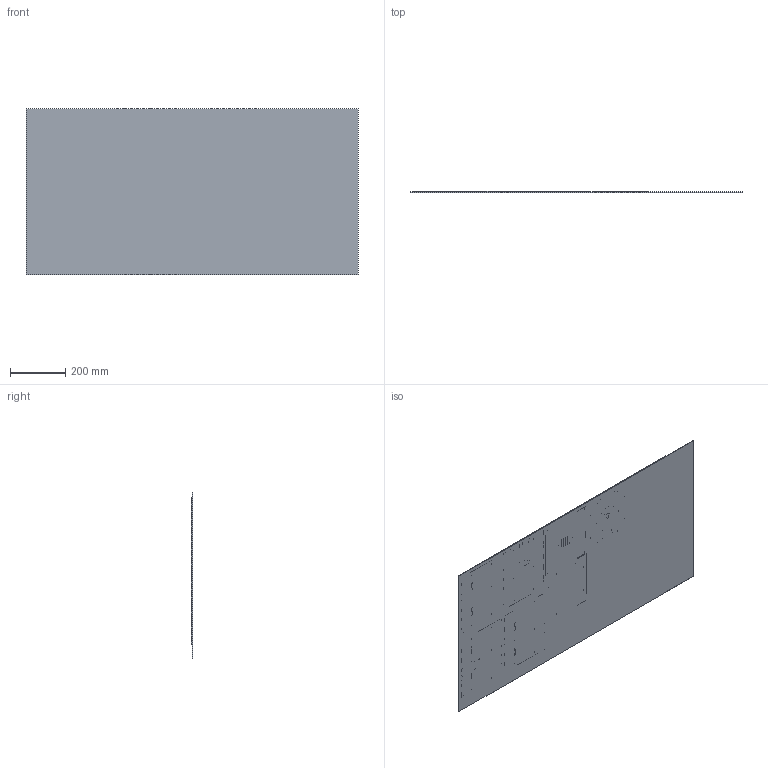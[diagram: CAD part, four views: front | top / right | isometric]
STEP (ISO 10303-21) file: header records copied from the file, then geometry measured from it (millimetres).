
FILE_DESCRIPTION(/* description */ (''),/* implementation_level */ '2;1');
FILE_NAME(/* name */ 'Cortemadera.stp',/* time_stamp */ '2024-07-25T16:14:42+02:00',/* author */ ('sergi'),/* organization */ (''),/* preprocessor_version */ 'ST-DEVELOPER v19.2',/* originating_system */ 'Autodesk Inventor 2024',/* authorisation */ '');
FILE_SCHEMA (('AUTOMOTIVE_DESIGN { 1 0 10303 214 3 1 1 }'));
Length unit declared in the file: millimetre
Products named in the file (9): Cortemadera; TableroMadera; Envolvente_Pared_Derecha; Envolvente_Pared_Trasera; Envolvente_Pared_1; Envolvente_Pared_2; Tapa_Inferior; Tapadera; Soporte_Dosificador
Assembly tree (8 placements, depth 2):
  Cortemadera
    TableroMadera
    Envolvente_Pared_Derecha
    Envolvente_Pared_Trasera
    Envolvente_Pared_1
    Envolvente_Pared_2
    Tapa_Inferior
    Tapadera
    Soporte_Dosificador
Bounding box: 1200 x 6 x 600 mm (x, y, z)
Volume: 3050709.1 mm3; surface area: 2118399.1 mm2
Topology: 8 solids, 8 shells, 375 faces, 1077 edges, 722 vertices
Faces by surface type: plane 301, cylinder 72, bspline 2
Full cylindrical faces by diameter (mm): 3 x46, 3.1 x6, 3.5 x8, 10.2 x1
Entity records: 13224 total; most frequent: CARTESIAN_POINT 2201, ORIENTED_EDGE 2154, DIRECTION 2005, EDGE_CURVE 1077, LINE 929, VECTOR 929, VERTEX_POINT 718, AXIS2_PLACEMENT_3D 538
